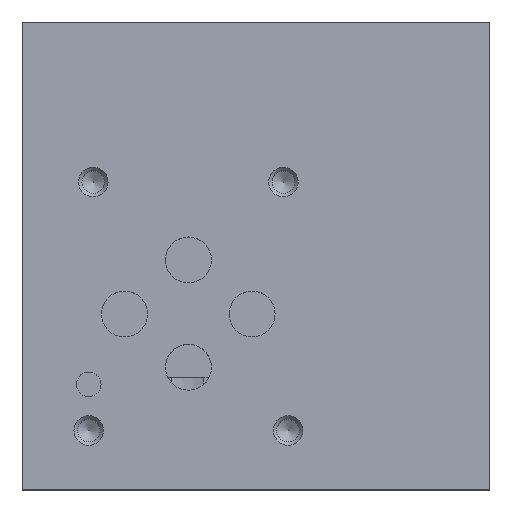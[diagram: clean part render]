
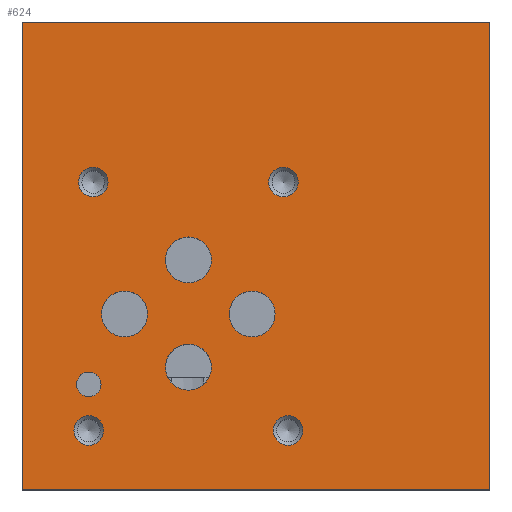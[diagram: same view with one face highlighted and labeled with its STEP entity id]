
A CAD part, top view. The second image highlights one B-rep face of the part: STEP entity #624.
In plain terms, the highlighted planar face has unit normal (0, 0, 1).
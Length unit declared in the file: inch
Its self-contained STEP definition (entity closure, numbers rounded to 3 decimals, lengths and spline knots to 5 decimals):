
#624 = ADVANCED_FACE( '', ( #1384, #1385, #1386, #1387, #1388, #1389, #1390, #1391, #1392, #1393 ), #1394, .F. );
#1384 = FACE_BOUND( '', #2291, .T. );
#1385 = FACE_BOUND( '', #2292, .T. );
#1386 = FACE_BOUND( '', #2293, .T. );
#1387 = FACE_BOUND( '', #2294, .T. );
#1388 = FACE_BOUND( '', #2295, .T. );
#1389 = FACE_BOUND( '', #2296, .T. );
#1390 = FACE_BOUND( '', #2297, .T. );
#1391 = FACE_BOUND( '', #2298, .T. );
#1392 = FACE_BOUND( '', #2299, .T. );
#1393 = FACE_OUTER_BOUND( '', #2300, .T. );
#1394 = PLANE( '', #2301 );
#2291 = EDGE_LOOP( '', ( #3985 ) );
#2292 = EDGE_LOOP( '', ( #3986 ) );
#2293 = EDGE_LOOP( '', ( #3987 ) );
#2294 = EDGE_LOOP( '', ( #3988 ) );
#2295 = EDGE_LOOP( '', ( #3989 ) );
#2296 = EDGE_LOOP( '', ( #3990 ) );
#2297 = EDGE_LOOP( '', ( #3991 ) );
#2298 = EDGE_LOOP( '', ( #3992 ) );
#2299 = EDGE_LOOP( '', ( #3993 ) );
#2300 = EDGE_LOOP( '', ( #3994, #3995, #3996, #3997 ) );
#2301 = AXIS2_PLACEMENT_3D( '', #3998, #3999, #4000 );
#3985 = ORIENTED_EDGE( '', *, *, #5007, .F. );
#3986 = ORIENTED_EDGE( '', *, *, #5334, .F. );
#3987 = ORIENTED_EDGE( '', *, *, #5394, .F. );
#3988 = ORIENTED_EDGE( '', *, *, #5204, .F. );
#3989 = ORIENTED_EDGE( '', *, *, #4949, .F. );
#3990 = ORIENTED_EDGE( '', *, *, #5298, .F. );
#3991 = ORIENTED_EDGE( '', *, *, #5124, .F. );
#3992 = ORIENTED_EDGE( '', *, *, #5390, .F. );
#3993 = ORIENTED_EDGE( '', *, *, #4990, .F. );
#3994 = ORIENTED_EDGE( '', *, *, #5504, .T. );
#3995 = ORIENTED_EDGE( '', *, *, #5505, .F. );
#3996 = ORIENTED_EDGE( '', *, *, #5506, .F. );
#3997 = ORIENTED_EDGE( '', *, *, #5507, .T. );
#3998 = CARTESIAN_POINT( '', ( 3., 3., 3. ) );
#3999 = DIRECTION( '', ( 0., 0., -1. ) );
#4000 = DIRECTION( '', ( -1., 0., 0. ) );
#4949 = EDGE_CURVE( '', #5870, #5870, #5871, .T. );
#4990 = EDGE_CURVE( '', #5941, #5941, #5942, .T. );
#5007 = EDGE_CURVE( '', #5970, #5970, #5971, .T. );
#5124 = EDGE_CURVE( '', #6165, #6165, #6166, .T. );
#5204 = EDGE_CURVE( '', #6289, #6289, #6290, .T. );
#5298 = EDGE_CURVE( '', #6433, #6433, #6434, .T. );
#5334 = EDGE_CURVE( '', #6485, #6485, #6486, .T. );
#5390 = EDGE_CURVE( '', #6565, #6565, #6566, .T. );
#5394 = EDGE_CURVE( '', #6570, #6570, #6571, .T. );
#5504 = EDGE_CURVE( '', #6714, #6715, #6716, .T. );
#5505 = EDGE_CURVE( '', #6717, #6715, #6718, .T. );
#5506 = EDGE_CURVE( '', #6719, #6717, #6720, .T. );
#5507 = EDGE_CURVE( '', #6719, #6714, #6721, .T. );
#5870 = VERTEX_POINT( '', #7170 );
#5871 = CIRCLE( '', #7171, 0.079 );
#5941 = VERTEX_POINT( '', #7261 );
#5942 = CIRCLE( '', #7262, 0.1475 );
#5970 = VERTEX_POINT( '', #7300 );
#5971 = CIRCLE( '', #7301, 0.095 );
#6165 = VERTEX_POINT( '', #7578 );
#6166 = CIRCLE( '', #7579, 0.1475 );
#6289 = VERTEX_POINT( '', #7754 );
#6290 = CIRCLE( '', #7755, 0.095 );
#6433 = VERTEX_POINT( '', #8005 );
#6434 = CIRCLE( '', #8006, 0.1475 );
#6485 = VERTEX_POINT( '', #8078 );
#6486 = CIRCLE( '', #8079, 0.095 );
#6565 = VERTEX_POINT( '', #8186 );
#6566 = CIRCLE( '', #8187, 0.1475 );
#6570 = VERTEX_POINT( '', #8192 );
#6571 = CIRCLE( '', #8193, 0.095 );
#6714 = VERTEX_POINT( '', #8372 );
#6715 = VERTEX_POINT( '', #8373 );
#6716 = LINE( '', #8374, #8375 );
#6717 = VERTEX_POINT( '', #8376 );
#6718 = LINE( '', #8377, #8378 );
#6719 = VERTEX_POINT( '', #8379 );
#6720 = LINE( '', #8380, #8381 );
#6721 = LINE( '', #8382, #8383 );
#7170 = CARTESIAN_POINT( '', ( 0.505, 0.673, 3. ) );
#7171 = AXIS2_PLACEMENT_3D( '', #8816, #8817, #8818 );
#7261 = CARTESIAN_POINT( '', ( 0.8035, 1.125, 3. ) );
#7262 = AXIS2_PLACEMENT_3D( '', #8869, #8870, #8871 );
#7300 = CARTESIAN_POINT( '', ( 0.55, 1.972, 3. ) );
#7301 = AXIS2_PLACEMENT_3D( '', #8888, #8889, #8890 );
#7578 = CARTESIAN_POINT( '', ( 1.2135, 1.472, 3. ) );
#7579 = AXIS2_PLACEMENT_3D( '', #9020, #9021, #9022 );
#7754 = CARTESIAN_POINT( '', ( 1.771, 1.972, 3. ) );
#7755 = AXIS2_PLACEMENT_3D( '', #9096, #9097, #9098 );
#8005 = CARTESIAN_POINT( '', ( 1.2135, 0.783, 3. ) );
#8006 = AXIS2_PLACEMENT_3D( '', #9196, #9197, #9198 );
#8078 = CARTESIAN_POINT( '', ( 0.521, 0.377, 3. ) );
#8079 = AXIS2_PLACEMENT_3D( '', #9232, #9233, #9234 );
#8186 = CARTESIAN_POINT( '', ( 1.6225, 1.125, 3. ) );
#8187 = AXIS2_PLACEMENT_3D( '', #9287, #9288, #9289 );
#8192 = CARTESIAN_POINT( '', ( 1.801, 0.377, 3. ) );
#8193 = AXIS2_PLACEMENT_3D( '', #9291, #9292, #9293 );
#8372 = CARTESIAN_POINT( '', ( 0., 3., 3. ) );
#8373 = CARTESIAN_POINT( '', ( 0., 0., 3. ) );
#8374 = CARTESIAN_POINT( '', ( 0., 3., 3. ) );
#8375 = VECTOR( '', #9429, 39.37008 );
#8376 = CARTESIAN_POINT( '', ( 3., 0., 3. ) );
#8377 = CARTESIAN_POINT( '', ( 3., 0., 3. ) );
#8378 = VECTOR( '', #9430, 39.37008 );
#8379 = CARTESIAN_POINT( '', ( 3., 3., 3. ) );
#8380 = CARTESIAN_POINT( '', ( 3., 3., 3. ) );
#8381 = VECTOR( '', #9431, 39.37008 );
#8382 = CARTESIAN_POINT( '', ( 3., 3., 3. ) );
#8383 = VECTOR( '', #9432, 39.37008 );
#8816 = CARTESIAN_POINT( '', ( 0.426, 0.673, 3. ) );
#8817 = DIRECTION( '', ( 0., 0., 1. ) );
#8818 = DIRECTION( '', ( 1., 0., 0. ) );
#8869 = CARTESIAN_POINT( '', ( 0.656, 1.125, 3. ) );
#8870 = DIRECTION( '', ( 0., 0., 1. ) );
#8871 = DIRECTION( '', ( 1., 0., 0. ) );
#8888 = CARTESIAN_POINT( '', ( 0.455, 1.972, 3. ) );
#8889 = DIRECTION( '', ( 0., 0., 1. ) );
#8890 = DIRECTION( '', ( 1., 0., 0. ) );
#9020 = CARTESIAN_POINT( '', ( 1.066, 1.472, 3. ) );
#9021 = DIRECTION( '', ( 0., 0., 1. ) );
#9022 = DIRECTION( '', ( 1., 0., 0. ) );
#9096 = CARTESIAN_POINT( '', ( 1.676, 1.972, 3. ) );
#9097 = DIRECTION( '', ( 0., 0., 1. ) );
#9098 = DIRECTION( '', ( 1., 0., 0. ) );
#9196 = CARTESIAN_POINT( '', ( 1.066, 0.783, 3. ) );
#9197 = DIRECTION( '', ( 0., 0., 1. ) );
#9198 = DIRECTION( '', ( 1., 0., 0. ) );
#9232 = CARTESIAN_POINT( '', ( 0.426, 0.377, 3. ) );
#9233 = DIRECTION( '', ( 0., 0., 1. ) );
#9234 = DIRECTION( '', ( 1., 0., 0. ) );
#9287 = CARTESIAN_POINT( '', ( 1.475, 1.125, 3. ) );
#9288 = DIRECTION( '', ( 0., 0., 1. ) );
#9289 = DIRECTION( '', ( 1., 0., 0. ) );
#9291 = CARTESIAN_POINT( '', ( 1.706, 0.377, 3. ) );
#9292 = DIRECTION( '', ( 0., 0., 1. ) );
#9293 = DIRECTION( '', ( 1., 0., 0. ) );
#9429 = DIRECTION( '', ( 0., -1., 0. ) );
#9430 = DIRECTION( '', ( -1., 0., 0. ) );
#9431 = DIRECTION( '', ( 0., -1., 0. ) );
#9432 = DIRECTION( '', ( -1., 0., 0. ) );
